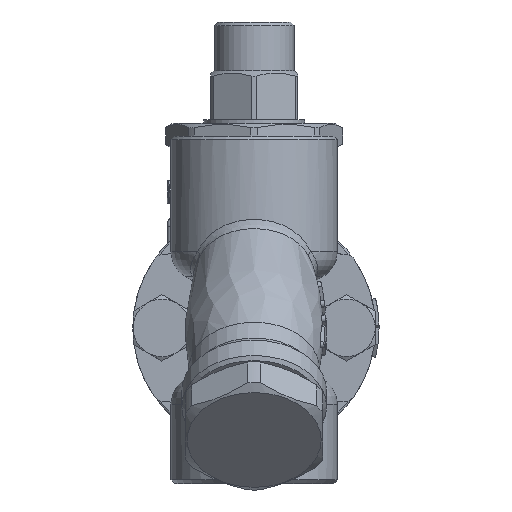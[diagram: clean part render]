
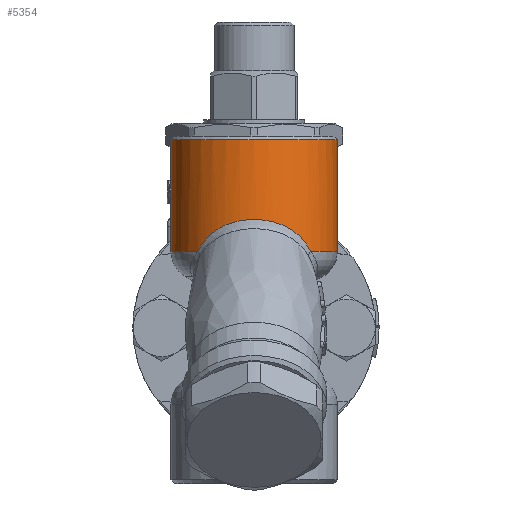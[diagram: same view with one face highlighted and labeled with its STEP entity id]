
A CAD part, left-side view. The second image highlights one B-rep face of the part: STEP entity #5354.
In plain terms, the highlighted cylindrical face has radius 23 mm (diameter 46 mm), a full revolution.
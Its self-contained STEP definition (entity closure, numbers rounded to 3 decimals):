
#5205=CARTESIAN_POINT('',(-63.5,0.,52.));
#5206=VERTEX_POINT('',#5205);
#5207=CARTESIAN_POINT('',(-86.5,0.0,52.));
#5208=DIRECTION('',(0.0,0.0,1.0));
#5209=DIRECTION('',(-1.0,0.0,0.0));
#5210=AXIS2_PLACEMENT_3D('',#5207,#5208,#5209);
#5211=CIRCLE('',#5210,23.);
#5212=EDGE_CURVE('',#5206,#5206,#5211,.T.);
#5228=CARTESIAN_POINT('',(-86.5,0.0,37.059));
#5229=DIRECTION('',(0.0,0.0,1.0));
#5230=DIRECTION('',(1.0,0.0,0.0));
#5231=AXIS2_PLACEMENT_3D('',#5228,#5229,#5230);
#5232=CYLINDRICAL_SURFACE('',#5231,23.);
#5233=CARTESIAN_POINT('',(-103.357,-15.647,21.119));
#5234=VERTEX_POINT('',#5233);
#5235=CARTESIAN_POINT('',(-103.357,15.647,21.119));
#5236=VERTEX_POINT('',#5235);
#5237=CARTESIAN_POINT('',(-103.357,-15.647,21.119));
#5238=CARTESIAN_POINT('',(-103.743,-15.232,21.95));
#5239=CARTESIAN_POINT('',(-104.364,-14.516,23.125));
#5240=CARTESIAN_POINT('',(-105.106,-13.53,24.34));
#5241=CARTESIAN_POINT('',(-105.527,-12.926,24.987));
#5242=CARTESIAN_POINT('',(-105.943,-12.298,25.603));
#5243=CARTESIAN_POINT('',(-106.449,-11.468,26.313));
#5244=CARTESIAN_POINT('',(-107.225,-10.035,27.338));
#5245=CARTESIAN_POINT('',(-108.094,-8.063,28.395));
#5246=CARTESIAN_POINT('',(-108.884,-5.516,29.29));
#5247=CARTESIAN_POINT('',(-109.332,-3.09,29.776));
#5248=CARTESIAN_POINT('',(-109.506,-0.925,29.962));
#5249=CARTESIAN_POINT('',(-109.506,0.927,29.962));
#5250=CARTESIAN_POINT('',(-109.356,2.788,29.802));
#5251=CARTESIAN_POINT('',(-109.057,4.614,29.478));
#5252=CARTESIAN_POINT('',(-108.696,6.079,29.077));
#5253=CARTESIAN_POINT('',(-108.346,7.211,28.678));
#5254=CARTESIAN_POINT('',(-107.713,9.015,27.94));
#5255=CARTESIAN_POINT('',(-106.851,10.81,26.878));
#5256=CARTESIAN_POINT('',(-105.636,12.8,25.173));
#5257=CARTESIAN_POINT('',(-104.567,14.283,23.51));
#5258=CARTESIAN_POINT('',(-103.741,15.233,21.947));
#5259=CARTESIAN_POINT('',(-103.357,15.647,21.119));
#5260=B_SPLINE_CURVE_WITH_KNOTS('',3,(#5237,#5238,#5239,#5240,#5241,#5242,#5243,#5244,#5245,#5246,#5247,#5248,#5249,#5250,#5251,#5252,#5253,#5254,#5255,#5256,#5257,#5258,#5259),.UNSPECIFIED.,.F.,.U.,(4,1,1,1,1,1,1,1,1,1,1,1,1,1,1,1,1,1,1,1,4),(-20.531,-20.217,-20.06,-19.981,-19.903,-19.746,-19.589,-19.275,-18.962,-18.648,-18.439,-18.229,-18.02,-17.811,-17.602,-17.497,-17.393,-16.922,-16.765,-16.451,-16.138),.UNSPECIFIED.);
#5261=EDGE_CURVE('',#5234,#5236,#5260,.T.);
#5262=ORIENTED_EDGE('',*,*,#5261,.F.);
#5263=CARTESIAN_POINT('',(-69.774,-15.787,21.119));
#5264=VERTEX_POINT('',#5263);
#5265=CARTESIAN_POINT('',(-86.5,0.0,21.119));
#5266=DIRECTION('',(0.0,0.0,1.0));
#5267=DIRECTION('',(1.0,0.0,0.0));
#5268=AXIS2_PLACEMENT_3D('',#5265,#5266,#5267);
#5269=CIRCLE('',#5268,23.);
#5270=EDGE_CURVE('',#5234,#5264,#5269,.T.);
#5271=ORIENTED_EDGE('',*,*,#5270,.T.);
#5272=CARTESIAN_POINT('',(-66.581,-11.5,21.494));
#5273=VERTEX_POINT('',#5272);
#5274=CARTESIAN_POINT('',(-86.5,0.0,22.5));
#5275=DIRECTION('',(0.0,0.087,-0.996));
#5276=DIRECTION('',(0.0,0.996,0.087));
#5277=AXIS2_PLACEMENT_3D('',#5274,#5275,#5276);
#5278=ELLIPSE('',#5277,23.088,23.);
#5279=EDGE_CURVE('',#5273,#5264,#5278,.T.);
#5280=ORIENTED_EDGE('',*,*,#5279,.F.);
#5281=CARTESIAN_POINT('',(-66.581,-11.5,21.697));
#5282=VERTEX_POINT('',#5281);
#5283=CARTESIAN_POINT('',(-66.581,-11.5,21.494));
#5284=DIRECTION('',(0.0,0.0,1.0));
#5285=VECTOR('',#5284,0.203);
#5286=LINE('',#5283,#5285);
#5287=EDGE_CURVE('',#5273,#5282,#5286,.T.);
#5288=ORIENTED_EDGE('',*,*,#5287,.T.);
#5289=CARTESIAN_POINT('',(-65.409,-9.175,21.697));
#5290=VERTEX_POINT('',#5289);
#5291=CARTESIAN_POINT('',(-86.5,0.0,21.697));
#5292=DIRECTION('',(0.0,0.0,1.0));
#5293=DIRECTION('',(1.0,0.0,0.0));
#5294=AXIS2_PLACEMENT_3D('',#5291,#5292,#5293);
#5295=CIRCLE('',#5294,23.);
#5296=EDGE_CURVE('',#5282,#5290,#5295,.T.);
#5297=ORIENTED_EDGE('',*,*,#5296,.T.);
#5298=CARTESIAN_POINT('',(-63.5,0.0,22.5));
#5299=VERTEX_POINT('',#5298);
#5300=CARTESIAN_POINT('',(-86.5,0.0,22.5));
#5301=DIRECTION('',(0.0,0.087,-0.996));
#5302=DIRECTION('',(0.0,0.996,0.087));
#5303=AXIS2_PLACEMENT_3D('',#5300,#5301,#5302);
#5304=ELLIPSE('',#5303,23.088,23.);
#5305=EDGE_CURVE('',#5299,#5290,#5304,.T.);
#5306=ORIENTED_EDGE('',*,*,#5305,.F.);
#5307=CARTESIAN_POINT('',(-65.409,9.175,21.697));
#5308=VERTEX_POINT('',#5307);
#5309=CARTESIAN_POINT('',(-86.5,0.0,22.5));
#5310=DIRECTION('',(0.0,-0.087,-0.996));
#5311=DIRECTION('',(0.0,0.996,-0.087));
#5312=AXIS2_PLACEMENT_3D('',#5309,#5310,#5311);
#5313=ELLIPSE('',#5312,23.088,23.);
#5314=EDGE_CURVE('',#5308,#5299,#5313,.T.);
#5315=ORIENTED_EDGE('',*,*,#5314,.F.);
#5316=CARTESIAN_POINT('',(-66.581,11.5,21.697));
#5317=VERTEX_POINT('',#5316);
#5318=CARTESIAN_POINT('',(-86.5,0.0,21.697));
#5319=DIRECTION('',(0.0,0.0,1.0));
#5320=DIRECTION('',(1.0,0.0,0.0));
#5321=AXIS2_PLACEMENT_3D('',#5318,#5319,#5320);
#5322=CIRCLE('',#5321,23.);
#5323=EDGE_CURVE('',#5308,#5317,#5322,.T.);
#5324=ORIENTED_EDGE('',*,*,#5323,.T.);
#5325=CARTESIAN_POINT('',(-66.581,11.5,21.494));
#5326=VERTEX_POINT('',#5325);
#5327=CARTESIAN_POINT('',(-66.581,11.5,21.697));
#5328=DIRECTION('',(0.0,0.0,-1.0));
#5329=VECTOR('',#5328,0.203);
#5330=LINE('',#5327,#5329);
#5331=EDGE_CURVE('',#5317,#5326,#5330,.T.);
#5332=ORIENTED_EDGE('',*,*,#5331,.T.);
#5333=CARTESIAN_POINT('',(-69.774,15.787,21.119));
#5334=VERTEX_POINT('',#5333);
#5335=CARTESIAN_POINT('',(-86.5,0.0,22.5));
#5336=DIRECTION('',(0.0,-0.087,-0.996));
#5337=DIRECTION('',(0.0,0.996,-0.087));
#5338=AXIS2_PLACEMENT_3D('',#5335,#5336,#5337);
#5339=ELLIPSE('',#5338,23.088,23.);
#5340=EDGE_CURVE('',#5334,#5326,#5339,.T.);
#5341=ORIENTED_EDGE('',*,*,#5340,.F.);
#5342=CARTESIAN_POINT('',(-86.5,0.0,21.119));
#5343=DIRECTION('',(0.0,0.0,1.0));
#5344=DIRECTION('',(1.0,0.0,0.0));
#5345=AXIS2_PLACEMENT_3D('',#5342,#5343,#5344);
#5346=CIRCLE('',#5345,23.);
#5347=EDGE_CURVE('',#5334,#5236,#5346,.T.);
#5348=ORIENTED_EDGE('',*,*,#5347,.T.);
#5349=EDGE_LOOP('',(#5262,#5271,#5280,#5288,#5297,#5306,#5315,#5324,#5332,#5341,#5348));
#5350=FACE_OUTER_BOUND('',#5349,.T.);
#5351=ORIENTED_EDGE('',*,*,#5212,.F.);
#5352=EDGE_LOOP('',(#5351));
#5353=FACE_BOUND('',#5352,.T.);
#5354=ADVANCED_FACE('',(#5350,#5353),#5232,.T.);
